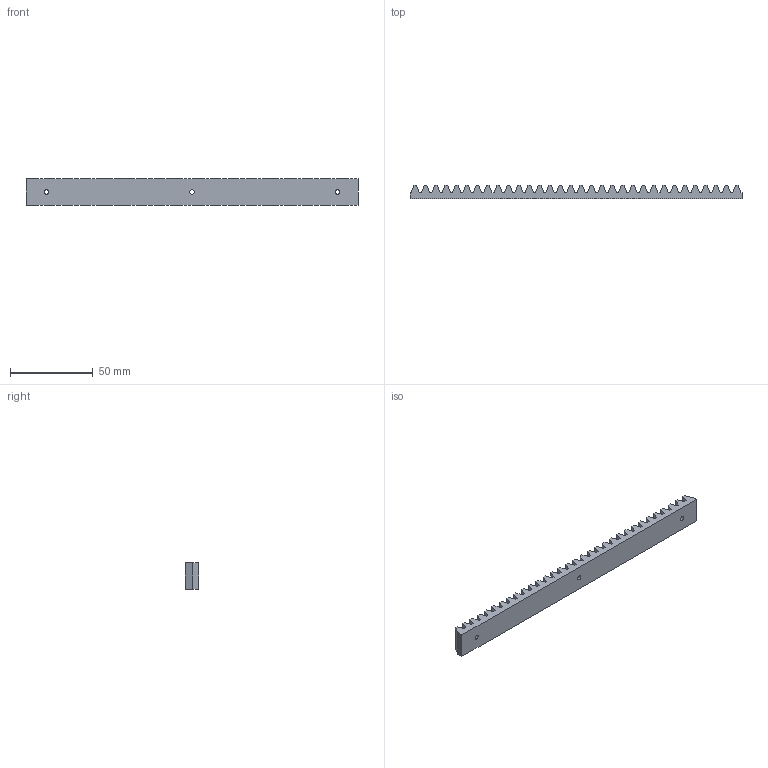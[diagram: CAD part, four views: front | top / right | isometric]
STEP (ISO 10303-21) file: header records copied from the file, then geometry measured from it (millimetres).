
FILE_DESCRIPTION(/* description */ (''),/* implementation_level */ '2;1');
FILE_NAME(/* name */ 'm2_20.step',/* time_stamp */ '2025-11-05T00:09:48+03:00',/* author */ (''),/* organization */ (''),/* preprocessor_version */ 'ST-DEVELOPER v20.1',/* originating_system */ 'Autodesk Translation Framework v14.17.0.0',/* authorisation */ '');
FILE_SCHEMA (('AUTOMOTIVE_DESIGN { 1 0 10303 214 3 1 1 }'));
Length unit declared in the file: millimetre
Products named in the file (1): (Unsaved)
Bounding box: 201.06 x 8 x 16 mm (x, y, z)
Volume: 18652.5 mm3; surface area: 12250.7 mm2
Topology: 1 solids, 1 shells, 155 faces, 453 edges, 297 vertices
Faces by surface type: plane 143, cylinder 9, cone 3
Full cylindrical faces by diameter (mm): 2.7 x3
Entity records: 5091 total; most frequent: ORIENTED_EDGE 906, CARTESIAN_POINT 906, DIRECTION 804, EDGE_CURVE 453, LINE 414, VECTOR 414, VERTEX_POINT 297, AXIS2_PLACEMENT_3D 195
